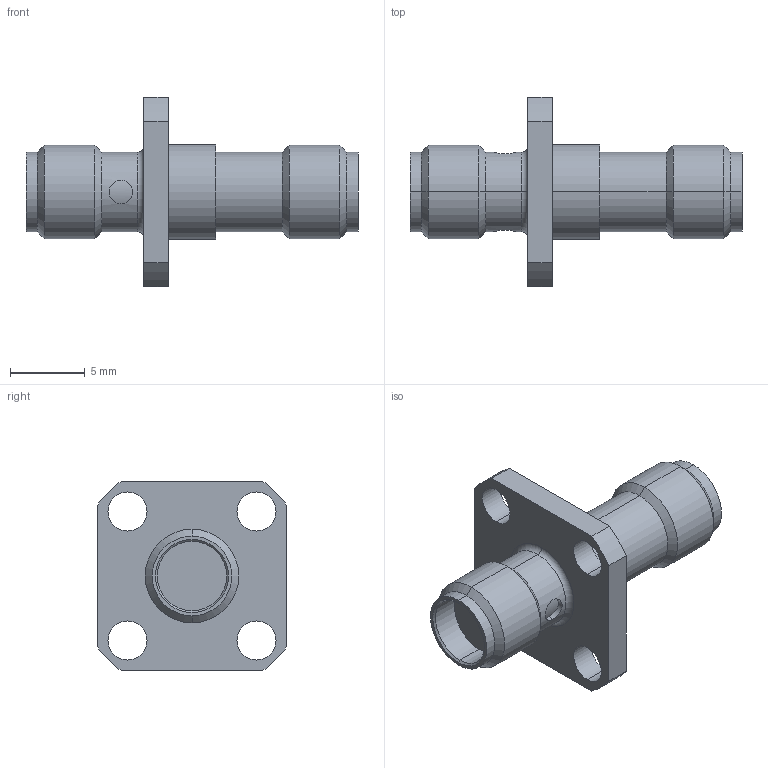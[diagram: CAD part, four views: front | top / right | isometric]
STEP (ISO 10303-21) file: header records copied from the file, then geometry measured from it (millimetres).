
FILE_DESCRIPTION (( 'STEP AP214' ), '1' );
FILE_NAME ('2991-6007.STEP', '2015-09-11T11:56:45', ( '' ), ( '' ), 'SwSTEP 2.0', 'SolidWorks 2015', '' );
FILE_SCHEMA (( 'AUTOMOTIVE_DESIGN' ));
Length unit declared in the file: inch
Products named in the file (1): 2991-6007
Bounding box: 22.23 x 12.7 x 12.7 mm (x, y, z)
Volume: 710.8 mm3; surface area: 848.4 mm2
Topology: 1 solids, 1 shells, 61 faces, 134 edges, 82 vertices
Faces by surface type: cylinder 36, cone 12, plane 11, torus 2
Entity records: 2619 total; most frequent: CARTESIAN_POINT 410, DIRECTION 318, ORIENTED_EDGE 268, EDGE_CURVE 134, AXIS2_PLACEMENT_3D 130, VERTEX_POINT 82, EDGE_LOOP 76, CIRCLE 68
